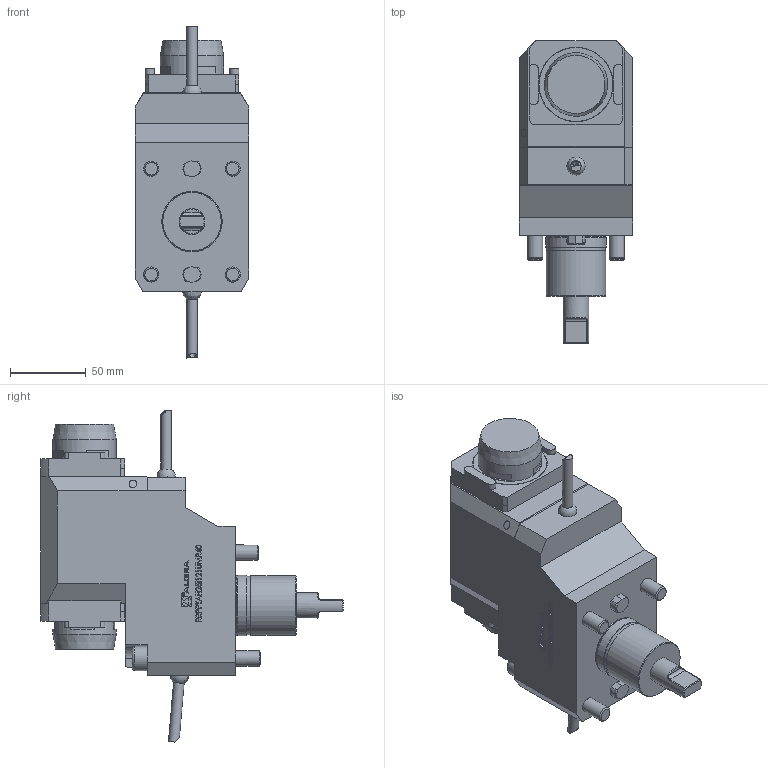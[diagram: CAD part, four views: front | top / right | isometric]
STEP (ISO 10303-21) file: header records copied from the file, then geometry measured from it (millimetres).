
FILE_DESCRIPTION (( 'STEP AP214' ), '1' );
FILE_NAME ('RRPPTAH25I121UMR40.STEP', '2025-10-06T05:46:44', ( '' ), ( '' ), 'SwSTEP 2.0', 'SolidWorks 2023', '' );
FILE_SCHEMA (( 'AUTOMOTIVE_DESIGN' ));
Length unit declared in the file: millimetre
Products named in the file (1): RRPPTAH25I121UMR40
Bounding box: 75 x 200.2 x 219.77 mm (x, y, z)
Volume: 1170415.8 mm3; surface area: 85097.9 mm2
Topology: 1 solids, 1 shells, 574 faces, 1478 edges, 976 vertices
Faces by surface type: plane 392, cylinder 80, bspline 72, cone 24, torus 4, sphere 2
Full cylindrical faces by diameter (mm): 1.7 x1, 2.1 x1, 4 x2, 5 x1, 6.366 x1, 7 x2, 10 x4, 16 x2, 17 x1, 38.634 x1, 39.5 x1, 39.6 x1, 40 x1, 42 x2
Entity records: 25792 total; most frequent: CARTESIAN_POINT 8743, ORIENTED_EDGE 2834, DIRECTION 2427, EDGE_CURVE 1417, VECTOR 1037, LINE 1037, VERTEX_POINT 955, AXIS2_PLACEMENT_3D 695
